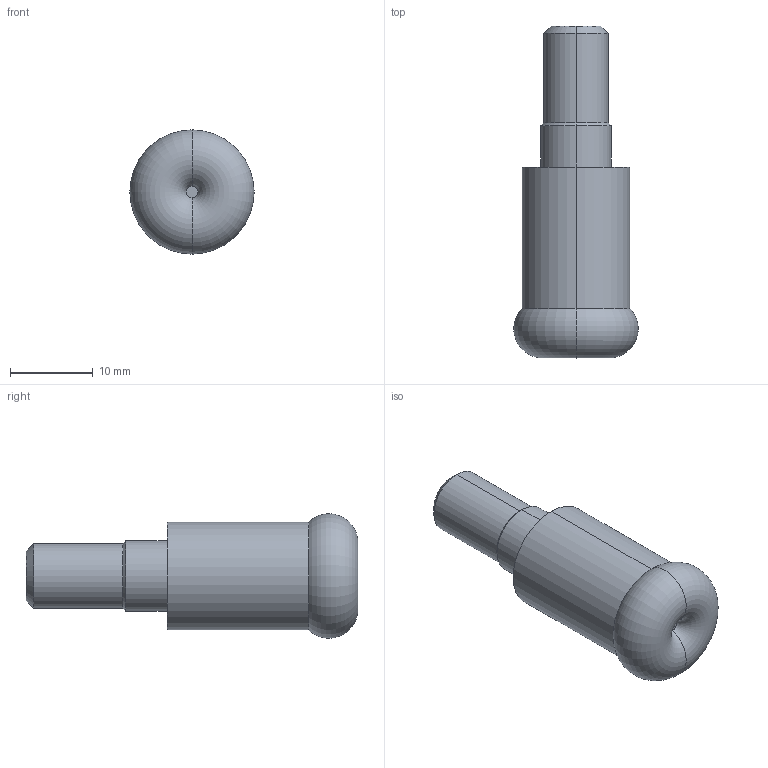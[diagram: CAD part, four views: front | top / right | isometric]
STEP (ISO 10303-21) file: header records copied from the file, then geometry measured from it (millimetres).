
FILE_DESCRIPTION (( 'STEP AP203' ), '1' );
FILE_NAME ('S809-15-23-02-72-.STEP', '2019-04-04T13:26:45', ( '' ), ( '' ), 'SwSTEP 2.0', 'SolidWorks 2018', '' );
FILE_SCHEMA (( 'CONFIG_CONTROL_DESIGN' ));
Length unit declared in the file: millimetre
Products named in the file (1): S809-15-23-02-72-
Bounding box: 14.98 x 40 x 14.98 mm (x, y, z)
Volume: 3986.2 mm3; surface area: 1652 mm2
Topology: 1 solids, 1 shells, 21 faces, 42 edges, 23 vertices
Faces by surface type: cylinder 8, cone 6, plane 3, bspline 2, torus 2
Entity records: 631 total; most frequent: CARTESIAN_POINT 115, DIRECTION 106, ORIENTED_EDGE 80, AXIS2_PLACEMENT_3D 46, EDGE_CURVE 40, CIRCLE 26, EDGE_LOOP 23, VERTEX_POINT 23
